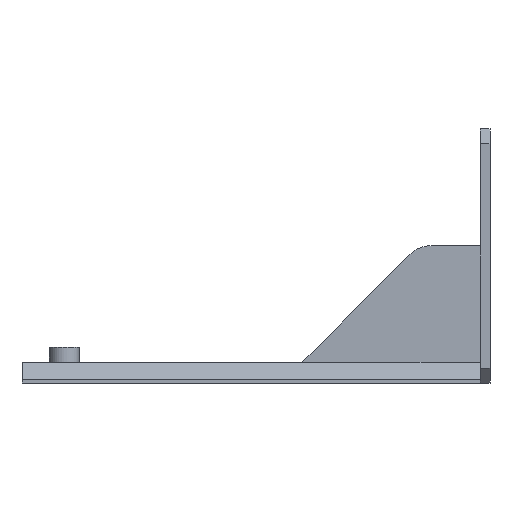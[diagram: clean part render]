
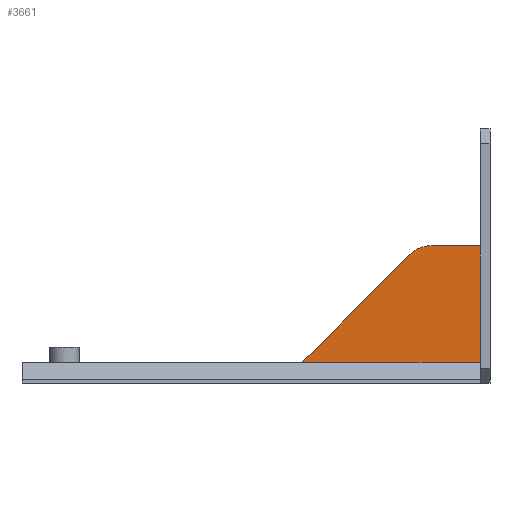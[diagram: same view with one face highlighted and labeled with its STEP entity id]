
A CAD part, front view. The second image highlights one B-rep face of the part: STEP entity #3661.
In plain terms, the highlighted planar face has unit normal (0, -1, 0).
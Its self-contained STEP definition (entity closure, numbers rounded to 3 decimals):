
#189=CIRCLE('',#3952,6.);
#379=FACE_OUTER_BOUND('',#584,.T.);
#584=EDGE_LOOP('',(#3080,#3081,#3082,#3083,#3084));
#994=LINE('',#6032,#1411);
#997=LINE('',#6039,#1414);
#1001=LINE('',#6050,#1418);
#1002=LINE('',#6051,#1419);
#1411=VECTOR('',#4872,10.);
#1414=VECTOR('',#4877,10.);
#1418=VECTOR('',#4889,10.);
#1419=VECTOR('',#4890,10.);
#1729=VERTEX_POINT('',#5914);
#1758=VERTEX_POINT('',#6031);
#1760=VERTEX_POINT('',#6037);
#1761=VERTEX_POINT('',#6038);
#1764=VERTEX_POINT('',#6049);
#2260=EDGE_CURVE('',#1758,#1729,#994,.T.);
#2263=EDGE_CURVE('',#1760,#1761,#997,.T.);
#2267=EDGE_CURVE('',#1760,#1758,#189,.T.);
#2269=EDGE_CURVE('',#1764,#1729,#1001,.T.);
#2270=EDGE_CURVE('',#1761,#1764,#1002,.T.);
#3080=ORIENTED_EDGE('',*,*,#2267,.T.);
#3081=ORIENTED_EDGE('',*,*,#2260,.T.);
#3082=ORIENTED_EDGE('',*,*,#2269,.F.);
#3083=ORIENTED_EDGE('',*,*,#2270,.F.);
#3084=ORIENTED_EDGE('',*,*,#2263,.F.);
#3474=PLANE('',#3954);
#3661=ADVANCED_FACE('',(#379),#3474,.T.);
#3952=AXIS2_PLACEMENT_3D('',#6046,#4883,#4884);
#3954=AXIS2_PLACEMENT_3D('',#6048,#4887,#4888);
#4872=DIRECTION('',(-0.707,0.,-0.707));
#4877=DIRECTION('',(1.,0.,0.));
#4883=DIRECTION('center_axis',(0.,-1.,0.));
#4884=DIRECTION('ref_axis',(0.,0.,
1.));
#4887=DIRECTION('center_axis',(0.,-1.,0.));
#4888=DIRECTION('ref_axis',(0.,0.,1.));
#4889=DIRECTION('',(-1.,0.,0.));
#4890=DIRECTION('',(0.,0.,-1.));
#5914=CARTESIAN_POINT('',(55.667,-75.885,7.167));
#6031=CARTESIAN_POINT('',(77.323,-75.885,28.824));
#6032=CARTESIAN_POINT('',(77.323,-75.885,28.824));
#6037=CARTESIAN_POINT('',(81.563,-75.885,30.581));
#6038=CARTESIAN_POINT('',(91.4,-75.885,30.586));
#6039=CARTESIAN_POINT('',(81.563,-75.885,30.581));
#6046=CARTESIAN_POINT('Origin',(81.566,-75.885,24.581));
#6048=CARTESIAN_POINT('Origin',(46.45,-75.885,28.504));
#6049=CARTESIAN_POINT('',(91.4,-75.885,7.167));
#6050=CARTESIAN_POINT('',(91.4,-75.885,7.167));
#6051=CARTESIAN_POINT('',(91.4,-75.885,28.504));
